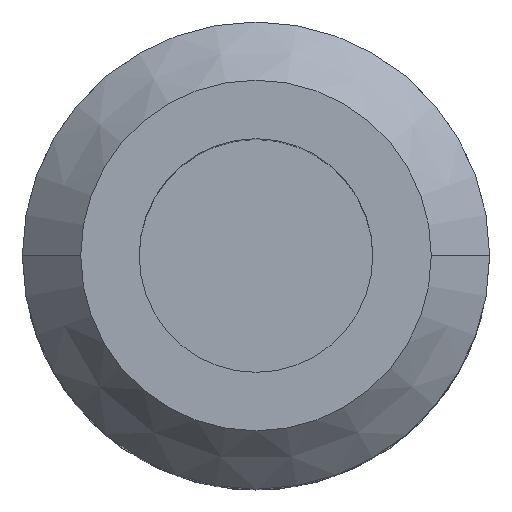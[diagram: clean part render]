
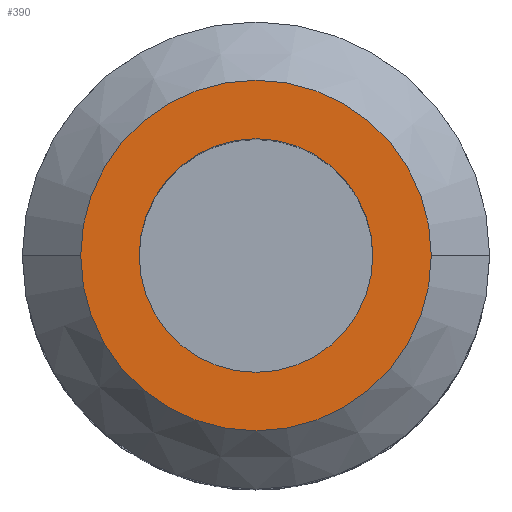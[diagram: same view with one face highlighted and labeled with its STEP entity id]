
A CAD part, top view. The second image highlights one B-rep face of the part: STEP entity #390.
In plain terms, the highlighted planar face has unit normal (0, 0, 1).
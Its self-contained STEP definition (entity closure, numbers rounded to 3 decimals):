
#88 = CARTESIAN_POINT ( 'NONE',  ( 0., 0., 101.6 ) ) ;
#220 = CARTESIAN_POINT ( 'NONE',  ( 0., 0., 101.6 ) ) ;
#244 = DIRECTION ( 'NONE',  ( 0., 0., -1. ) ) ;
#246 = FACE_BOUND ( 'NONE', #1589, .T. ) ;
#261 = AXIS2_PLACEMENT_3D ( 'NONE', #220, #516, #1363 ) ;
#266 = EDGE_LOOP ( 'NONE', ( #1084, #751 ) ) ;
#292 = VERTEX_POINT ( 'NONE', #1188 ) ;
#336 = ORIENTED_EDGE ( 'NONE', *, *, #490, .T. ) ;
#372 = CARTESIAN_POINT ( 'NONE',  ( 0., 23.825, 101.6 ) ) ;
#390 = ADVANCED_FACE ( 'NONE', ( #246, #1625 ), #649, .F. ) ;
#490 = EDGE_CURVE ( 'NONE', #606, #1043, #756, .T. ) ;
#491 = CIRCLE ( 'NONE', #717, 15.875 ) ;
#516 = DIRECTION ( 'NONE',  ( 0., 0., 1. ) ) ;
#544 = CARTESIAN_POINT ( 'NONE',  ( 15.875, 0., 101.6 ) ) ;
#551 = AXIS2_PLACEMENT_3D ( 'NONE', #372, #244, #1210 ) ;
#582 = AXIS2_PLACEMENT_3D ( 'NONE', #1314, #1376, #1381 ) ;
#606 = VERTEX_POINT ( 'NONE', #666 ) ;
#649 = PLANE ( 'NONE',  #551 ) ;
#666 = CARTESIAN_POINT ( 'NONE',  ( -15.875, 0., 101.6 ) ) ;
#670 = EDGE_CURVE ( 'NONE', #1043, #606, #491, .T. ) ;
#690 = DIRECTION ( 'NONE',  ( 0., 0., -1. ) ) ;
#717 = AXIS2_PLACEMENT_3D ( 'NONE', #1512, #690, #1645 ) ;
#751 = ORIENTED_EDGE ( 'NONE', *, *, #1637, .T. ) ;
#756 = CIRCLE ( 'NONE', #1386, 15.875 ) ;
#788 = DIRECTION ( 'NONE',  ( 0., 0., -1. ) ) ;
#800 = ORIENTED_EDGE ( 'NONE', *, *, #670, .T. ) ;
#854 = EDGE_CURVE ( 'NONE', #292, #889, #1715, .T. ) ;
#889 = VERTEX_POINT ( 'NONE', #1545 ) ;
#1043 = VERTEX_POINT ( 'NONE', #544 ) ;
#1084 = ORIENTED_EDGE ( 'NONE', *, *, #854, .T. ) ;
#1188 = CARTESIAN_POINT ( 'NONE',  ( -23.825, 0., 101.6 ) ) ;
#1199 = CIRCLE ( 'NONE', #261, 23.825 ) ;
#1210 = DIRECTION ( 'NONE',  ( -1., 0., 0. ) ) ;
#1314 = CARTESIAN_POINT ( 'NONE',  ( 0., 0., 101.6 ) ) ;
#1363 = DIRECTION ( 'NONE',  ( 1., 0., 0. ) ) ;
#1376 = DIRECTION ( 'NONE',  ( 0., 0., 1. ) ) ;
#1381 = DIRECTION ( 'NONE',  ( 1., 0., 0. ) ) ;
#1386 = AXIS2_PLACEMENT_3D ( 'NONE', #88, #788, #1475 ) ;
#1475 = DIRECTION ( 'NONE',  ( -1., 0., 0. ) ) ;
#1512 = CARTESIAN_POINT ( 'NONE',  ( 0., 0., 101.6 ) ) ;
#1545 = CARTESIAN_POINT ( 'NONE',  ( 23.825, 0., 101.6 ) ) ;
#1589 = EDGE_LOOP ( 'NONE', ( #336, #800 ) ) ;
#1625 = FACE_OUTER_BOUND ( 'NONE', #266, .T. ) ;
#1637 = EDGE_CURVE ( 'NONE', #889, #292, #1199, .T. ) ;
#1645 = DIRECTION ( 'NONE',  ( -1., 0., 0. ) ) ;
#1715 = CIRCLE ( 'NONE', #582, 23.825 ) ;
